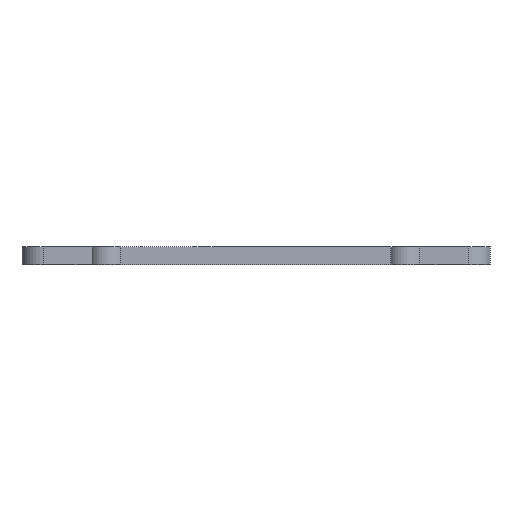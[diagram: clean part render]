
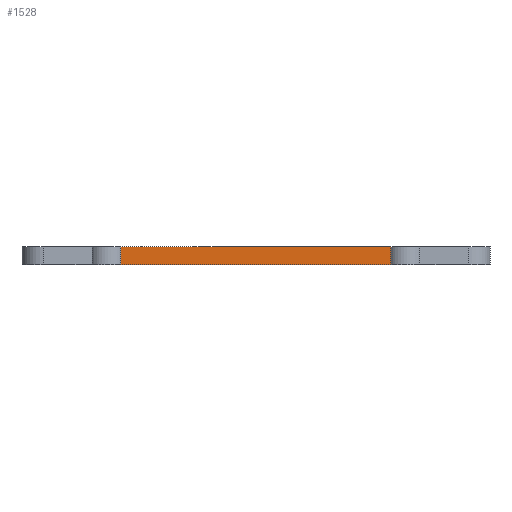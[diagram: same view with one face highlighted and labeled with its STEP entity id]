
A CAD part, front view. The second image highlights one B-rep face of the part: STEP entity #1528.
In plain terms, the highlighted planar face has unit normal (0, -1, 0).
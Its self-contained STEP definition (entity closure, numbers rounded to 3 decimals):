
#83=PLANE('',#1701);
#160=FACE_OUTER_BOUND('',#262,.T.);
#262=EDGE_LOOP('',(#1381,#1382,#1383,#1384));
#382=LINE('',#2521,#518);
#402=LINE('',#2590,#538);
#403=LINE('',#2593,#539);
#404=LINE('',#2594,#540);
#518=VECTOR('',#2066,10.);
#538=VECTOR('',#2148,10.);
#539=VECTOR('',#2151,10.);
#540=VECTOR('',#2152,10.);
#744=VERTEX_POINT('',#2518);
#745=VERTEX_POINT('',#2520);
#763=VERTEX_POINT('',#2588);
#764=VERTEX_POINT('',#2592);
#942=EDGE_CURVE('',#744,#745,#382,.T.);
#977=EDGE_CURVE('',#744,#763,#402,.T.);
#978=EDGE_CURVE('',#764,#763,#403,.T.);
#979=EDGE_CURVE('',#745,#764,#404,.T.);
#1381=ORIENTED_EDGE('',*,*,#942,.F.);
#1382=ORIENTED_EDGE('',*,*,#977,.T.);
#1383=ORIENTED_EDGE('',*,*,#978,.F.);
#1384=ORIENTED_EDGE('',*,*,#979,.F.);
#1528=ADVANCED_FACE('',(#160),#83,.T.);
#1701=AXIS2_PLACEMENT_3D('',#2591,#2149,#2150);
#2066=DIRECTION('',(-1.,0.,0.));
#2148=DIRECTION('',(0.,0.,1.));
#2149=DIRECTION('center_axis',(0.,-1.,0.));
#2150=DIRECTION('ref_axis',(1.,0.,0.));
#2151=DIRECTION('',(1.,0.,0.));
#2152=DIRECTION('',(0.,0.,1.));
#2518=CARTESIAN_POINT('',(37.5,-109.,0.));
#2520=CARTESIAN_POINT('',(-37.5,-109.,0.));
#2521=CARTESIAN_POINT('',(65.,-109.,0.));
#2588=CARTESIAN_POINT('',(37.5,-109.,5.));
#2590=CARTESIAN_POINT('',(37.5,-109.,0.));
#2591=CARTESIAN_POINT('Origin',(-37.5,-109.,0.));
#2592=CARTESIAN_POINT('',(-37.5,-109.,5.));
#2593=CARTESIAN_POINT('',(65.,-109.,5.));
#2594=CARTESIAN_POINT('',(-37.5,-109.,0.));
